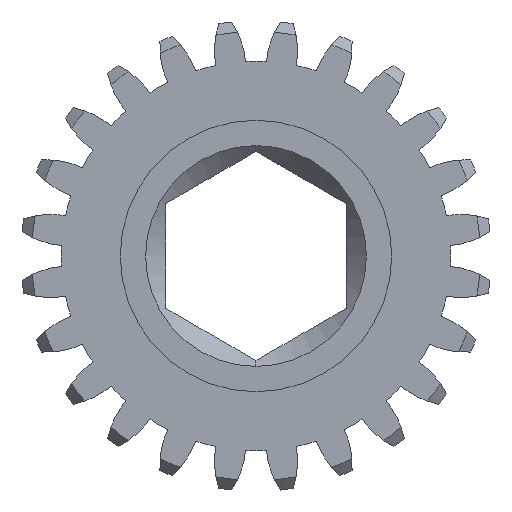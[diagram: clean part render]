
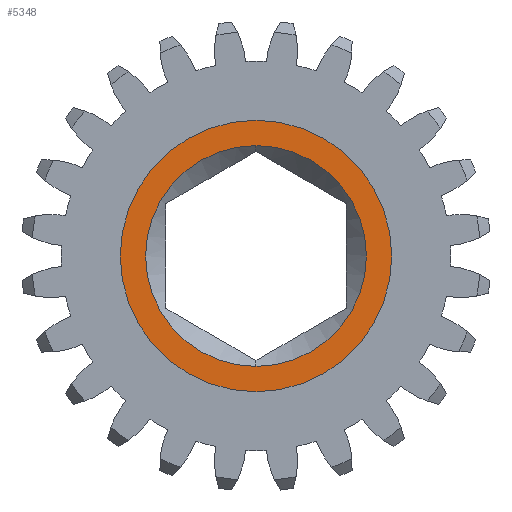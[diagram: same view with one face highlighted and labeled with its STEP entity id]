
A CAD part, left-side view. The second image highlights one B-rep face of the part: STEP entity #5348.
In plain terms, the highlighted planar face has unit normal (-1, 0, 0).
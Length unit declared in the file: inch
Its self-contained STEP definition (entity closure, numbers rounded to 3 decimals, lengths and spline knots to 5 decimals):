
#47 = DIRECTION ( 'NONE',  ( 0., 0., -1. ) ) ;
#162 = CARTESIAN_POINT ( 'NONE',  ( -0.0625, 0., 0. ) ) ;
#350 = CARTESIAN_POINT ( 'NONE',  ( -0.0625, 0., 0. ) ) ;
#434 = CARTESIAN_POINT ( 'NONE',  ( -0.0625, 0., 0. ) ) ;
#628 = EDGE_CURVE ( 'NONE', #4542, #2283, #2889, .T. ) ;
#791 = VERTEX_POINT ( 'NONE', #3113 ) ;
#810 = ORIENTED_EDGE ( 'NONE', *, *, #628, .T. ) ;
#938 = AXIS2_PLACEMENT_3D ( 'NONE', #350, #1794, #1368 ) ;
#968 = VERTEX_POINT ( 'NONE', #5187 ) ;
#1076 = DIRECTION ( 'NONE',  ( 0., 0., -1. ) ) ;
#1133 = CARTESIAN_POINT ( 'NONE',  ( -0.0625, 0., 0.305 ) ) ;
#1368 = DIRECTION ( 'NONE',  ( 0., 0., -1. ) ) ;
#1653 = CIRCLE ( 'NONE', #3672, 0.375 ) ;
#1736 = DIRECTION ( 'NONE',  ( 0., 0., -1. ) ) ;
#1794 = DIRECTION ( 'NONE',  ( 1., 0., 0. ) ) ;
#1808 = EDGE_CURVE ( 'NONE', #968, #791, #3561, .T. ) ;
#2186 = EDGE_CURVE ( 'NONE', #791, #968, #1653, .T. ) ;
#2192 = FACE_BOUND ( 'NONE', #4881, .T. ) ;
#2283 = VERTEX_POINT ( 'NONE', #3405 ) ;
#2518 = DIRECTION ( 'NONE',  ( 1., 0., 0. ) ) ;
#2651 = AXIS2_PLACEMENT_3D ( 'NONE', #434, #4958, #1736 ) ;
#2889 = CIRCLE ( 'NONE', #4694, 0.305 ) ;
#3113 = CARTESIAN_POINT ( 'NONE',  ( -0.0625, 0., -0.375 ) ) ;
#3141 = PLANE ( 'NONE',  #938 ) ;
#3405 = CARTESIAN_POINT ( 'NONE',  ( -0.0625, 0., -0.305 ) ) ;
#3474 = CIRCLE ( 'NONE', #2651, 0.305 ) ;
#3561 = CIRCLE ( 'NONE', #4043, 0.375 ) ;
#3672 = AXIS2_PLACEMENT_3D ( 'NONE', #5040, #4194, #47 ) ;
#3921 = DIRECTION ( 'NONE',  ( 0., 0., -1. ) ) ;
#4042 = ORIENTED_EDGE ( 'NONE', *, *, #2186, .F. ) ;
#4043 = AXIS2_PLACEMENT_3D ( 'NONE', #4773, #5195, #1076 ) ;
#4165 = ORIENTED_EDGE ( 'NONE', *, *, #4618, .T. ) ;
#4194 = DIRECTION ( 'NONE',  ( 1., 0., 0. ) ) ;
#4464 = FACE_OUTER_BOUND ( 'NONE', #5618, .T. ) ;
#4542 = VERTEX_POINT ( 'NONE', #1133 ) ;
#4618 = EDGE_CURVE ( 'NONE', #2283, #4542, #3474, .T. ) ;
#4694 = AXIS2_PLACEMENT_3D ( 'NONE', #162, #2518, #3921 ) ;
#4773 = CARTESIAN_POINT ( 'NONE',  ( -0.0625, 0., 0. ) ) ;
#4881 = EDGE_LOOP ( 'NONE', ( #4165, #810 ) ) ;
#4958 = DIRECTION ( 'NONE',  ( 1., 0., 0. ) ) ;
#5040 = CARTESIAN_POINT ( 'NONE',  ( -0.0625, 0., 0. ) ) ;
#5187 = CARTESIAN_POINT ( 'NONE',  ( -0.0625, 0., 0.375 ) ) ;
#5195 = DIRECTION ( 'NONE',  ( 1., 0., 0. ) ) ;
#5348 = ADVANCED_FACE ( 'NONE', ( #2192, #4464 ), #3141, .F. ) ;
#5545 = ORIENTED_EDGE ( 'NONE', *, *, #1808, .F. ) ;
#5618 = EDGE_LOOP ( 'NONE', ( #4042, #5545 ) ) ;
